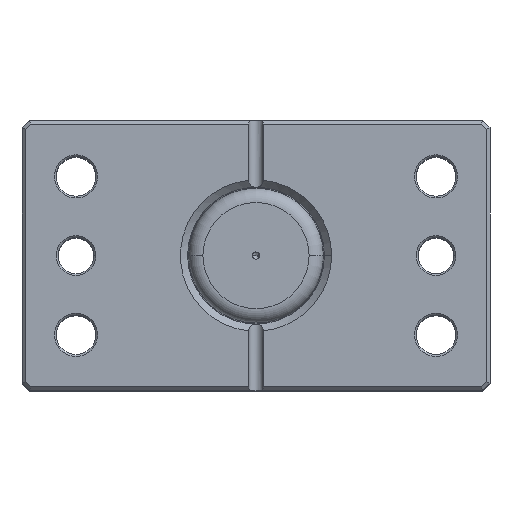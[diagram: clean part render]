
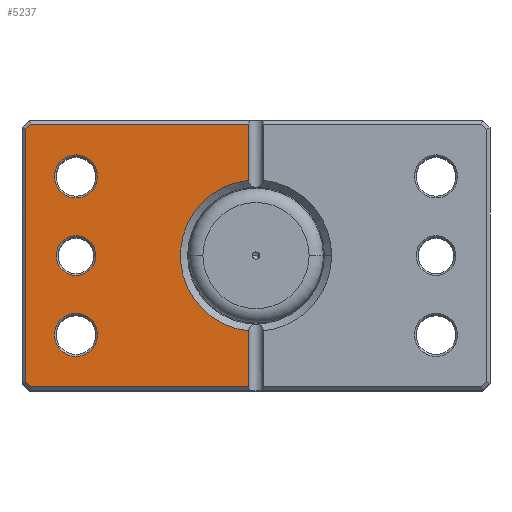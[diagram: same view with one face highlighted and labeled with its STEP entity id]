
A CAD part, top view. The second image highlights one B-rep face of the part: STEP entity #5237.
In plain terms, the highlighted face is planar.
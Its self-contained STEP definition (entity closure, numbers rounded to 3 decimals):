
#67 = VERTEX_POINT ( 'NONE', #5087 ) ;
#249 = VECTOR ( 'NONE', #4895, 1000. ) ;
#494 = CARTESIAN_POINT ( 'NONE',  ( 44., 22., 0. ) ) ;
#562 = EDGE_CURVE ( 'NONE', #3401, #4224, #5245, .T. ) ;
#594 = DIRECTION ( 'NONE',  ( -0.707, -0.707, 0. ) ) ;
#665 = CARTESIAN_POINT ( 'NONE',  ( 49.543, -49.543, 0. ) ) ;
#669 = CARTESIAN_POINT ( 'NONE',  ( 56., 22., 0. ) ) ;
#808 = VECTOR ( 'NONE', #4040, 1000. ) ;
#818 = CARTESIAN_POINT ( 'NONE',  ( 50., 0., 0. ) ) ;
#823 = DIRECTION ( 'NONE',  ( 0., 0., 1. ) ) ;
#839 = DIRECTION ( 'NONE',  ( 1., 0., 0. ) ) ;
#905 = DIRECTION ( 'NONE',  ( 0.707, -0.707, 0. ) ) ;
#917 = AXIS2_PLACEMENT_3D ( 'NONE', #3350, #3355, #3383 ) ;
#958 = CARTESIAN_POINT ( 'NONE',  ( 49.543, 49.543, 0. ) ) ;
#982 = EDGE_CURVE ( 'NONE', #67, #4624, #1987, .T. ) ;
#1000 = AXIS2_PLACEMENT_3D ( 'NONE', #6050, #5381, #5427 ) ;
#1096 = ORIENTED_EDGE ( 'NONE', *, *, #2478, .T. ) ;
#1110 = ORIENTED_EDGE ( 'NONE', *, *, #4956, .T. ) ;
#1112 = VERTEX_POINT ( 'NONE', #1672 ) ;
#1136 = CIRCLE ( 'NONE', #5607, 6. ) ;
#1264 = VECTOR ( 'NONE', #594, 1000. ) ;
#1341 = EDGE_CURVE ( 'NONE', #5214, #6432, #6644, .T. ) ;
#1415 = EDGE_LOOP ( 'NONE', ( #4011, #4226 ) ) ;
#1416 = EDGE_CURVE ( 'NONE', #4224, #3401, #2095, .T. ) ;
#1465 = CARTESIAN_POINT ( 'NONE',  ( 64., 0., 0. ) ) ;
#1475 = CARTESIAN_POINT ( 'NONE',  ( 2., -20.905, 0. ) ) ;
#1492 = ORIENTED_EDGE ( 'NONE', *, *, #2225, .T. ) ;
#1495 = DIRECTION ( 'NONE',  ( 0., -1., 0. ) ) ;
#1650 = FACE_BOUND ( 'NONE', #6904, .T. ) ;
#1657 = LINE ( 'NONE', #6026, #249 ) ;
#1670 = EDGE_CURVE ( 'NONE', #4779, #3582, #1657, .T. ) ;
#1672 = CARTESIAN_POINT ( 'NONE',  ( 2., 20.905, 0. ) ) ;
#1695 = ORIENTED_EDGE ( 'NONE', *, *, #1928, .T. ) ;
#1729 = DIRECTION ( 'NONE',  ( 1., 0., 0. ) ) ;
#1818 = DIRECTION ( 'NONE',  ( 0., 0., 1. ) ) ;
#1928 = EDGE_CURVE ( 'NONE', #3582, #1112, #3872, .T. ) ;
#1978 = VERTEX_POINT ( 'NONE', #6525 ) ;
#1987 = CIRCLE ( 'NONE', #3204, 5.5 ) ;
#1997 = DIRECTION ( 'NONE',  ( 1., 0., 0. ) ) ;
#2095 = CIRCLE ( 'NONE', #917, 6. ) ;
#2206 = DIRECTION ( 'NONE',  ( 1., 0., 0. ) ) ;
#2220 = DIRECTION ( 'NONE',  ( 0., 0., 1. ) ) ;
#2225 = EDGE_CURVE ( 'NONE', #1112, #1978, #5735, .T. ) ;
#2231 = CARTESIAN_POINT ( 'NONE',  ( 50., 0., 0. ) ) ;
#2329 = LINE ( 'NONE', #1465, #6532 ) ;
#2368 = ORIENTED_EDGE ( 'NONE', *, *, #1670, .T. ) ;
#2399 = DIRECTION ( 'NONE',  ( 0., 0., 1. ) ) ;
#2430 = FACE_OUTER_BOUND ( 'NONE', #6683, .T. ) ;
#2478 = EDGE_CURVE ( 'NONE', #1978, #4036, #6696, .T. ) ;
#2513 = VERTEX_POINT ( 'NONE', #6218 ) ;
#2583 = EDGE_CURVE ( 'NONE', #4036, #6915, #6352, .T. ) ;
#2829 = CARTESIAN_POINT ( 'NONE',  ( 56., -22., 0. ) ) ;
#2865 = ORIENTED_EDGE ( 'NONE', *, *, #1416, .T. ) ;
#2896 = EDGE_CURVE ( 'NONE', #6915, #2513, #2329, .T. ) ;
#2972 = CARTESIAN_POINT ( 'NONE',  ( 44., -22., 0. ) ) ;
#3204 = AXIS2_PLACEMENT_3D ( 'NONE', #818, #823, #839 ) ;
#3210 = VERTEX_POINT ( 'NONE', #4787 ) ;
#3317 = ORIENTED_EDGE ( 'NONE', *, *, #562, .T. ) ;
#3350 = CARTESIAN_POINT ( 'NONE',  ( 50., 22., 0. ) ) ;
#3355 = DIRECTION ( 'NONE',  ( 0., 0., 1. ) ) ;
#3374 = EDGE_CURVE ( 'NONE', #2513, #3210, #3922, .T. ) ;
#3383 = DIRECTION ( 'NONE',  ( 1., 0., 0. ) ) ;
#3401 = VERTEX_POINT ( 'NONE', #494 ) ;
#3486 = FACE_BOUND ( 'NONE', #1415, .T. ) ;
#3512 = DIRECTION ( 'NONE',  ( 1., 0., 0. ) ) ;
#3573 = CIRCLE ( 'NONE', #5890, 5.5 ) ;
#3576 = DIRECTION ( 'NONE',  ( 0., 0., 1. ) ) ;
#3582 = VERTEX_POINT ( 'NONE', #1475 ) ;
#3600 = CARTESIAN_POINT ( 'NONE',  ( 50., 22., 0. ) ) ;
#3724 = CARTESIAN_POINT ( 'NONE',  ( 2., -36.5, 0. ) ) ;
#3773 = ORIENTED_EDGE ( 'NONE', *, *, #4050, .T. ) ;
#3872 = CIRCLE ( 'NONE', #6559, 21. ) ;
#3903 = CARTESIAN_POINT ( 'NONE',  ( 0., -36.5, 0. ) ) ;
#3922 = LINE ( 'NONE', #665, #1264 ) ;
#3925 = EDGE_CURVE ( 'NONE', #6432, #5214, #1136, .T. ) ;
#3996 = PLANE ( 'NONE',  #5096 ) ;
#4011 = ORIENTED_EDGE ( 'NONE', *, *, #3925, .T. ) ;
#4036 = VERTEX_POINT ( 'NONE', #4077 ) ;
#4040 = DIRECTION ( 'NONE',  ( -1., 0., 0. ) ) ;
#4050 = EDGE_CURVE ( 'NONE', #3210, #4779, #6611, .T. ) ;
#4077 = CARTESIAN_POINT ( 'NONE',  ( 62.586, 36.5, 0. ) ) ;
#4127 = CARTESIAN_POINT ( 'NONE',  ( 0., 0., 0. ) ) ;
#4224 = VERTEX_POINT ( 'NONE', #669 ) ;
#4226 = ORIENTED_EDGE ( 'NONE', *, *, #1341, .T. ) ;
#4425 = ORIENTED_EDGE ( 'NONE', *, *, #982, .T. ) ;
#4620 = CARTESIAN_POINT ( 'NONE',  ( 44.5, 0., 0. ) ) ;
#4624 = VERTEX_POINT ( 'NONE', #4620 ) ;
#4681 = VECTOR ( 'NONE', #6397, 1000. ) ;
#4748 = AXIS2_PLACEMENT_3D ( 'NONE', #3600, #3576, #3512 ) ;
#4779 = VERTEX_POINT ( 'NONE', #3724 ) ;
#4787 = CARTESIAN_POINT ( 'NONE',  ( 62.586, -36.5, 0. ) ) ;
#4895 = DIRECTION ( 'NONE',  ( 0., 1., 0. ) ) ;
#4956 = EDGE_CURVE ( 'NONE', #4624, #67, #3573, .T. ) ;
#5087 = CARTESIAN_POINT ( 'NONE',  ( 55.5, 0., 0. ) ) ;
#5096 = AXIS2_PLACEMENT_3D ( 'NONE', #6019, #1818, #1997 ) ;
#5214 = VERTEX_POINT ( 'NONE', #2829 ) ;
#5237 = ADVANCED_FACE ( 'NONE', ( #1650, #3486, #6430, #2430 ), #3996, .F. ) ;
#5245 = CIRCLE ( 'NONE', #4748, 6. ) ;
#5260 = ORIENTED_EDGE ( 'NONE', *, *, #3374, .T. ) ;
#5271 = DIRECTION ( 'NONE',  ( 1., 0., 0. ) ) ;
#5292 = DIRECTION ( 'NONE',  ( 0., 0., 1. ) ) ;
#5317 = CARTESIAN_POINT ( 'NONE',  ( 50., -22., 0. ) ) ;
#5381 = DIRECTION ( 'NONE',  ( 0., 0., 1. ) ) ;
#5389 = CARTESIAN_POINT ( 'NONE',  ( 2., 37.5, 0. ) ) ;
#5415 = DIRECTION ( 'NONE',  ( 0., 1., 0. ) ) ;
#5427 = DIRECTION ( 'NONE',  ( 1., 0., 0. ) ) ;
#5607 = AXIS2_PLACEMENT_3D ( 'NONE', #5317, #5292, #5271 ) ;
#5735 = LINE ( 'NONE', #5389, #6129 ) ;
#5890 = AXIS2_PLACEMENT_3D ( 'NONE', #2231, #2220, #2206 ) ;
#6019 = CARTESIAN_POINT ( 'NONE',  ( 0., 0., 0. ) ) ;
#6026 = CARTESIAN_POINT ( 'NONE',  ( 2., 37.5, 0. ) ) ;
#6050 = CARTESIAN_POINT ( 'NONE',  ( 50., -22., 0. ) ) ;
#6129 = VECTOR ( 'NONE', #5415, 1000. ) ;
#6139 = VECTOR ( 'NONE', #905, 1000. ) ;
#6173 = ORIENTED_EDGE ( 'NONE', *, *, #2583, .T. ) ;
#6218 = CARTESIAN_POINT ( 'NONE',  ( 64., -35.086, 0. ) ) ;
#6328 = CARTESIAN_POINT ( 'NONE',  ( 0., 36.5, 0. ) ) ;
#6352 = LINE ( 'NONE', #958, #6139 ) ;
#6380 = CARTESIAN_POINT ( 'NONE',  ( 64., 35.086, 0. ) ) ;
#6397 = DIRECTION ( 'NONE',  ( 1., 0., 0. ) ) ;
#6430 = FACE_BOUND ( 'NONE', #6738, .T. ) ;
#6432 = VERTEX_POINT ( 'NONE', #2972 ) ;
#6525 = CARTESIAN_POINT ( 'NONE',  ( 2., 36.5, 0. ) ) ;
#6532 = VECTOR ( 'NONE', #1495, 1000. ) ;
#6559 = AXIS2_PLACEMENT_3D ( 'NONE', #4127, #2399, #1729 ) ;
#6611 = LINE ( 'NONE', #3903, #808 ) ;
#6644 = CIRCLE ( 'NONE', #1000, 6. ) ;
#6683 = EDGE_LOOP ( 'NONE', ( #2368, #1695, #1492, #1096, #6173, #6784, #5260, #3773 ) ) ;
#6696 = LINE ( 'NONE', #6328, #4681 ) ;
#6738 = EDGE_LOOP ( 'NONE', ( #3317, #2865 ) ) ;
#6784 = ORIENTED_EDGE ( 'NONE', *, *, #2896, .T. ) ;
#6904 = EDGE_LOOP ( 'NONE', ( #1110, #4425 ) ) ;
#6915 = VERTEX_POINT ( 'NONE', #6380 ) ;
